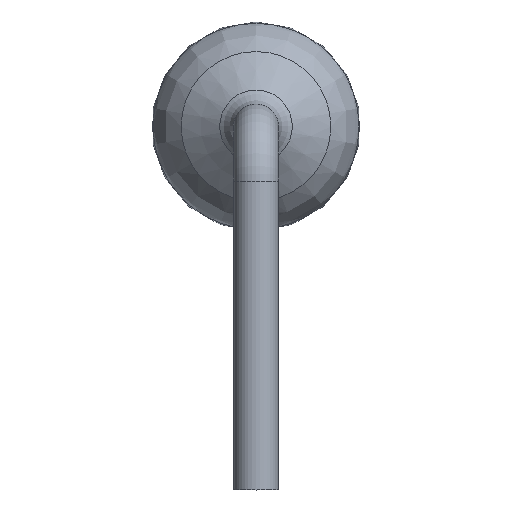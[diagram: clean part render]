
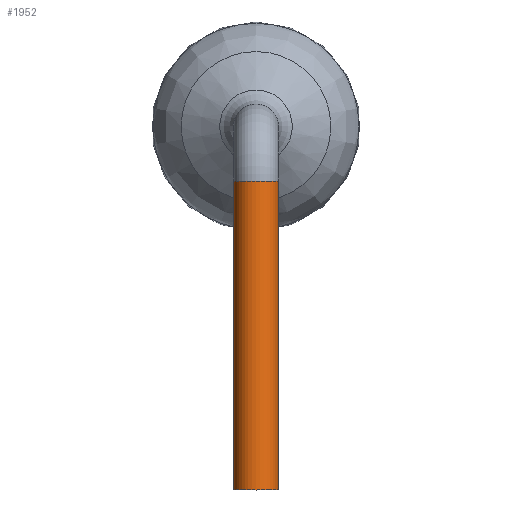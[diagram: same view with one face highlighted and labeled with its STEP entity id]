
A CAD part, left-side view. The second image highlights one B-rep face of the part: STEP entity #1952.
In plain terms, the highlighted cylindrical face has radius 0.225 mm (diameter 0.45 mm), a full revolution.
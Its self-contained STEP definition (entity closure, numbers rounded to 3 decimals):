
#1816 = TOROIDAL_SURFACE('',#1817,0.55,0.225);
#1817 = AXIS2_PLACEMENT_3D('',#1818,#1819,#1820);
#1818 = CARTESIAN_POINT('',(-3.261,0.,0.6));
#1819 = DIRECTION('',(0.,-1.,0.));
#1820 = DIRECTION('',(0.,0.,1.));
#1855 = VERTEX_POINT('',#1856);
#1856 = CARTESIAN_POINT('',(-3.586,0.,0.6));
#1881 = EDGE_CURVE('',#1855,#1855,#1882,.T.);
#1882 = SURFACE_CURVE('',#1883,(#1888,#1917),.PCURVE_S1.);
#1883 = CIRCLE('',#1884,0.225);
#1884 = AXIS2_PLACEMENT_3D('',#1885,#1886,#1887);
#1885 = CARTESIAN_POINT('',(-3.811,0.,0.6));
#1886 = DIRECTION('',(0.,0.,-1.));
#1887 = DIRECTION('',(1.,0.,0.));
#1888 = PCURVE('',#1816,#1889);
#1889 = DEFINITIONAL_REPRESENTATION('',(#1890),#1916);
#1890 = B_SPLINE_CURVE_WITH_KNOTS('',3,(#1891,#1892,#1893,#1894,#1895,
    #1896,#1897,#1898,#1899,#1900,#1901,#1902,#1903,#1904,#1905,#1906,
    #1907,#1908,#1909,#1910,#1911,#1912,#1913,#1914,#1915),
  .UNSPECIFIED.,.F.,.F.,(4,1,1,1,1,1,1,1,1,1,1,1,1,1,1,1,1,1,1,1,1,1,4),
  (0.,0.286,0.571,0.857,1.142,
    1.428,1.714,1.999,2.285,
    2.57,2.856,3.142,3.427,
    3.713,3.998,4.284,4.57,
    4.855,5.141,5.426,5.712,
    5.998,6.283),.UNSPECIFIED.);
#1891 = CARTESIAN_POINT('',(1.571,3.142));
#1892 = CARTESIAN_POINT('',(1.571,3.046));
#1893 = CARTESIAN_POINT('',(1.571,2.856));
#1894 = CARTESIAN_POINT('',(1.571,2.57));
#1895 = CARTESIAN_POINT('',(1.571,2.285));
#1896 = CARTESIAN_POINT('',(1.571,1.999));
#1897 = CARTESIAN_POINT('',(1.571,1.714));
#1898 = CARTESIAN_POINT('',(1.571,1.428));
#1899 = CARTESIAN_POINT('',(1.571,1.142));
#1900 = CARTESIAN_POINT('',(1.571,0.857));
#1901 = CARTESIAN_POINT('',(1.571,0.571));
#1902 = CARTESIAN_POINT('',(1.571,0.286));
#1903 = CARTESIAN_POINT('',(1.571,0.));
#1904 = CARTESIAN_POINT('',(1.571,-0.286));
#1905 = CARTESIAN_POINT('',(1.571,-0.571));
#1906 = CARTESIAN_POINT('',(1.571,-0.857));
#1907 = CARTESIAN_POINT('',(1.571,-1.142));
#1908 = CARTESIAN_POINT('',(1.571,-1.428));
#1909 = CARTESIAN_POINT('',(1.571,-1.714));
#1910 = CARTESIAN_POINT('',(1.571,-1.999));
#1911 = CARTESIAN_POINT('',(1.571,-2.285));
#1912 = CARTESIAN_POINT('',(1.571,-2.57));
#1913 = CARTESIAN_POINT('',(1.571,-2.856));
#1914 = CARTESIAN_POINT('',(1.571,-3.046));
#1915 = CARTESIAN_POINT('',(1.571,-3.142));
#1916 = ( GEOMETRIC_REPRESENTATION_CONTEXT(2) 
PARAMETRIC_REPRESENTATION_CONTEXT() REPRESENTATION_CONTEXT('2D SPACE',''
  ) );
#1917 = PCURVE('',#1918,#1923);
#1918 = CYLINDRICAL_SURFACE('',#1919,0.225);
#1919 = AXIS2_PLACEMENT_3D('',#1920,#1921,#1922);
#1920 = CARTESIAN_POINT('',(-3.811,0.,0.6));
#1921 = DIRECTION('',(0.,0.,-1.));
#1922 = DIRECTION('',(1.,0.,0.));
#1923 = DEFINITIONAL_REPRESENTATION('',(#1924),#1950);
#1924 = B_SPLINE_CURVE_WITH_KNOTS('',3,(#1925,#1926,#1927,#1928,#1929,
    #1930,#1931,#1932,#1933,#1934,#1935,#1936,#1937,#1938,#1939,#1940,
    #1941,#1942,#1943,#1944,#1945,#1946,#1947,#1948,#1949),
  .UNSPECIFIED.,.F.,.F.,(4,1,1,1,1,1,1,1,1,1,1,1,1,1,1,1,1,1,1,1,1,1,4),
  (0.,0.286,0.571,0.857,1.142,
    1.428,1.714,1.999,2.285,
    2.57,2.856,3.142,3.427,
    3.713,3.998,4.284,4.57,
    4.855,5.141,5.426,5.712,
    5.998,6.283),.UNSPECIFIED.);
#1925 = CARTESIAN_POINT('',(0.,0.));
#1926 = CARTESIAN_POINT('',(0.095,0.));
#1927 = CARTESIAN_POINT('',(0.286,0.));
#1928 = CARTESIAN_POINT('',(0.571,0.));
#1929 = CARTESIAN_POINT('',(0.857,0.));
#1930 = CARTESIAN_POINT('',(1.142,0.));
#1931 = CARTESIAN_POINT('',(1.428,0.));
#1932 = CARTESIAN_POINT('',(1.714,0.));
#1933 = CARTESIAN_POINT('',(1.999,0.));
#1934 = CARTESIAN_POINT('',(2.285,0.));
#1935 = CARTESIAN_POINT('',(2.57,0.));
#1936 = CARTESIAN_POINT('',(2.856,0.));
#1937 = CARTESIAN_POINT('',(3.142,0.));
#1938 = CARTESIAN_POINT('',(3.427,0.));
#1939 = CARTESIAN_POINT('',(3.713,0.));
#1940 = CARTESIAN_POINT('',(3.998,0.));
#1941 = CARTESIAN_POINT('',(4.284,0.));
#1942 = CARTESIAN_POINT('',(4.57,0.));
#1943 = CARTESIAN_POINT('',(4.855,0.));
#1944 = CARTESIAN_POINT('',(5.141,0.));
#1945 = CARTESIAN_POINT('',(5.426,0.));
#1946 = CARTESIAN_POINT('',(5.712,0.));
#1947 = CARTESIAN_POINT('',(5.998,0.));
#1948 = CARTESIAN_POINT('',(6.188,0.));
#1949 = CARTESIAN_POINT('',(6.283,0.));
#1950 = ( GEOMETRIC_REPRESENTATION_CONTEXT(2) 
PARAMETRIC_REPRESENTATION_CONTEXT() REPRESENTATION_CONTEXT('2D SPACE',''
  ) );
#1952 = ADVANCED_FACE('',(#1953),#1918,.T.);
#1953 = FACE_BOUND('',#1954,.T.);
#1954 = EDGE_LOOP('',(#1955,#1956,#1978,#2027));
#1955 = ORIENTED_EDGE('',*,*,#1881,.T.);
#1956 = ORIENTED_EDGE('',*,*,#1957,.T.);
#1957 = EDGE_CURVE('',#1855,#1958,#1960,.T.);
#1958 = VERTEX_POINT('',#1959);
#1959 = CARTESIAN_POINT('',(-3.586,0.,-2.5));
#1960 = SEAM_CURVE('',#1961,(#1964,#1971),.PCURVE_S1.);
#1961 = B_SPLINE_CURVE_WITH_KNOTS('',1,(#1962,#1963),.UNSPECIFIED.,.F.,
  .F.,(2,2),(0.,3.1),.PIECEWISE_BEZIER_KNOTS.);
#1962 = CARTESIAN_POINT('',(-3.586,0.,0.6));
#1963 = CARTESIAN_POINT('',(-3.586,0.,-2.5));
#1964 = PCURVE('',#1918,#1965);
#1965 = DEFINITIONAL_REPRESENTATION('',(#1966),#1970);
#1966 = LINE('',#1967,#1968);
#1967 = CARTESIAN_POINT('',(6.283,0.));
#1968 = VECTOR('',#1969,1.);
#1969 = DIRECTION('',(0.,1.));
#1970 = ( GEOMETRIC_REPRESENTATION_CONTEXT(2) 
PARAMETRIC_REPRESENTATION_CONTEXT() REPRESENTATION_CONTEXT('2D SPACE',''
  ) );
#1971 = PCURVE('',#1918,#1972);
#1972 = DEFINITIONAL_REPRESENTATION('',(#1973),#1977);
#1973 = LINE('',#1974,#1975);
#1974 = CARTESIAN_POINT('',(0.,0.));
#1975 = VECTOR('',#1976,1.);
#1976 = DIRECTION('',(0.,1.));
#1977 = ( GEOMETRIC_REPRESENTATION_CONTEXT(2) 
PARAMETRIC_REPRESENTATION_CONTEXT() REPRESENTATION_CONTEXT('2D SPACE',''
  ) );
#1978 = ORIENTED_EDGE('',*,*,#1979,.F.);
#1979 = EDGE_CURVE('',#1958,#1958,#1980,.T.);
#1980 = SURFACE_CURVE('',#1981,(#1986,#2015),.PCURVE_S1.);
#1981 = CIRCLE('',#1982,0.225);
#1982 = AXIS2_PLACEMENT_3D('',#1983,#1984,#1985);
#1983 = CARTESIAN_POINT('',(-3.811,0.,-2.5));
#1984 = DIRECTION('',(0.,0.,-1.));
#1985 = DIRECTION('',(1.,0.,0.));
#1986 = PCURVE('',#1918,#1987);
#1987 = DEFINITIONAL_REPRESENTATION('',(#1988),#2014);
#1988 = B_SPLINE_CURVE_WITH_KNOTS('',3,(#1989,#1990,#1991,#1992,#1993,
    #1994,#1995,#1996,#1997,#1998,#1999,#2000,#2001,#2002,#2003,#2004,
    #2005,#2006,#2007,#2008,#2009,#2010,#2011,#2012,#2013),
  .UNSPECIFIED.,.F.,.F.,(4,1,1,1,1,1,1,1,1,1,1,1,1,1,1,1,1,1,1,1,1,1,4),
  (0.,0.286,0.571,0.857,1.142,
    1.428,1.714,1.999,2.285,
    2.57,2.856,3.142,3.427,
    3.713,3.998,4.284,4.57,
    4.855,5.141,5.426,5.712,
    5.998,6.283),.UNSPECIFIED.);
#1989 = CARTESIAN_POINT('',(0.,3.1));
#1990 = CARTESIAN_POINT('',(0.095,3.1));
#1991 = CARTESIAN_POINT('',(0.286,3.1));
#1992 = CARTESIAN_POINT('',(0.571,3.1));
#1993 = CARTESIAN_POINT('',(0.857,3.1));
#1994 = CARTESIAN_POINT('',(1.142,3.1));
#1995 = CARTESIAN_POINT('',(1.428,3.1));
#1996 = CARTESIAN_POINT('',(1.714,3.1));
#1997 = CARTESIAN_POINT('',(1.999,3.1));
#1998 = CARTESIAN_POINT('',(2.285,3.1));
#1999 = CARTESIAN_POINT('',(2.57,3.1));
#2000 = CARTESIAN_POINT('',(2.856,3.1));
#2001 = CARTESIAN_POINT('',(3.142,3.1));
#2002 = CARTESIAN_POINT('',(3.427,3.1));
#2003 = CARTESIAN_POINT('',(3.713,3.1));
#2004 = CARTESIAN_POINT('',(3.998,3.1));
#2005 = CARTESIAN_POINT('',(4.284,3.1));
#2006 = CARTESIAN_POINT('',(4.57,3.1));
#2007 = CARTESIAN_POINT('',(4.855,3.1));
#2008 = CARTESIAN_POINT('',(5.141,3.1));
#2009 = CARTESIAN_POINT('',(5.426,3.1));
#2010 = CARTESIAN_POINT('',(5.712,3.1));
#2011 = CARTESIAN_POINT('',(5.998,3.1));
#2012 = CARTESIAN_POINT('',(6.188,3.1));
#2013 = CARTESIAN_POINT('',(6.283,3.1));
#2014 = ( GEOMETRIC_REPRESENTATION_CONTEXT(2) 
PARAMETRIC_REPRESENTATION_CONTEXT() REPRESENTATION_CONTEXT('2D SPACE',''
  ) );
#2015 = PCURVE('',#2016,#2021);
#2016 = PLANE('',#2017);
#2017 = AXIS2_PLACEMENT_3D('',#2018,#2019,#2020);
#2018 = CARTESIAN_POINT('',(-2.661,0.,
    -2.5));
#2019 = DIRECTION('',(0.,0.,-1.));
#2020 = DIRECTION('',(1.,0.,0.));
#2021 = DEFINITIONAL_REPRESENTATION('',(#2022),#2026);
#2022 = CIRCLE('',#2023,0.225);
#2023 = AXIS2_PLACEMENT_2D('',#2024,#2025);
#2024 = CARTESIAN_POINT('',(-1.15,0.));
#2025 = DIRECTION('',(1.,0.));
#2026 = ( GEOMETRIC_REPRESENTATION_CONTEXT(2) 
PARAMETRIC_REPRESENTATION_CONTEXT() REPRESENTATION_CONTEXT('2D SPACE',''
  ) );
#2027 = ORIENTED_EDGE('',*,*,#1957,.F.);
